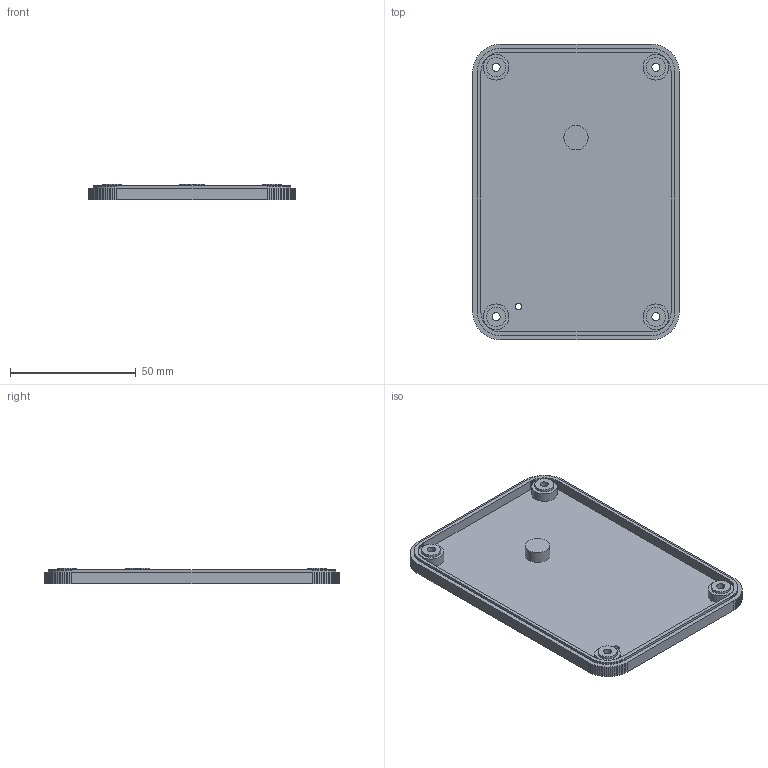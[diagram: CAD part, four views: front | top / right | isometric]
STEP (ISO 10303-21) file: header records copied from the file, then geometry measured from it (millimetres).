
FILE_DESCRIPTION(/* description */ ('Designed by EasyEDA Pro'),/* implementation_level */ '2;1');
FILE_NAME(/* name */ 'BASE.step',/* time_stamp */ '2025-07-05T12:32:41+05:30',/* author */ (''),/* organization */ (''),/* preprocessor_version */ 'ST-DEVELOPER v20.1',/* originating_system */ 'Autodesk Translation Framework v14.10.0.0',/* authorisation */ '');
FILE_SCHEMA (('AUTOMOTIVE_DESIGN { 1 0 10303 214 3 1 1 }'));
Length unit declared in the file: millimetre
Products named in the file (2): Open CASCADE STEP translator 7.8 1; Open CASCADE STEP translator 7.8 2
Assembly tree (1 placements, depth 2):
  Open CASCADE STEP translator 7.8 1
    Open CASCADE STEP translator 7.8 2
Bounding box: 81.86 x 117.42 x 6.32 mm (x, y, z)
Volume: 20732.4 mm3; surface area: 23658.4 mm2
Topology: 1 solids, 1 shells, 323 faces, 918 edges, 612 vertices
Faces by surface type: plane 305, cylinder 18
Full cylindrical faces by diameter (mm): 2.54 x1, 3.2 x4, 5.715 x4, 7.62 x4, 9.652 x1, 10.135 x4
Entity records: 10397 total; most frequent: CARTESIAN_POINT 1857, ORIENTED_EDGE 1836, DIRECTION 1608, EDGE_CURVE 918, LINE 882, VECTOR 882, VERTEX_POINT 612, AXIS2_PLACEMENT_3D 363
